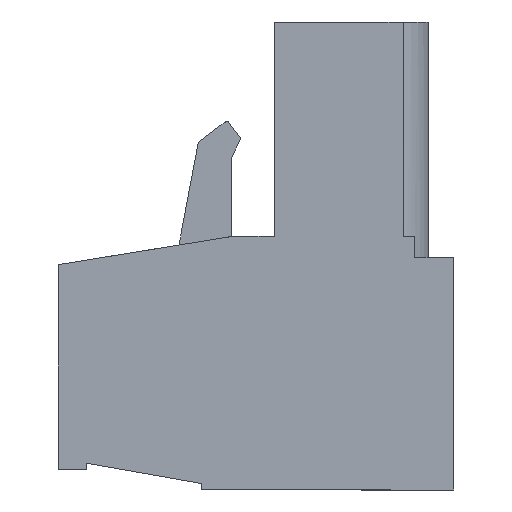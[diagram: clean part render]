
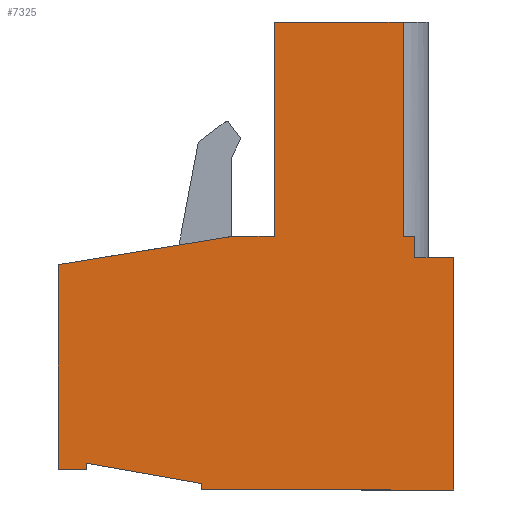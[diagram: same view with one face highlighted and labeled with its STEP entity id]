
A CAD part, left-side view. The second image highlights one B-rep face of the part: STEP entity #7325.
In plain terms, the highlighted planar face has unit normal (-1, 0, 0).
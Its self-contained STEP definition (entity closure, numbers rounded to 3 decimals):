
#8 = CARTESIAN_POINT ( 'NONE',  ( 0., 6.96, 0.85 ) ) ;
#118 = CARTESIAN_POINT ( 'NONE',  ( 0., 15.33, -0.26 ) ) ;
#346 = ORIENTED_EDGE ( 'NONE', *, *, #23986, .F. ) ;
#530 = LINE ( 'NONE', #25187, #16083 ) ;
#1056 = VECTOR ( 'NONE', #18943, 1000. ) ;
#1236 = EDGE_CURVE ( 'NONE', #24331, #12852, #15847, .T. ) ;
#1842 = CARTESIAN_POINT ( 'NONE',  ( 0., 9.77, -9. ) ) ;
#2144 = DIRECTION ( 'NONE',  ( 0., 0., -1. ) ) ;
#2376 = VECTOR ( 'NONE', #21587, 1000. ) ;
#2616 = CARTESIAN_POINT ( 'NONE',  ( 0., 9.77, -8.75 ) ) ;
#2659 = CARTESIAN_POINT ( 'NONE',  ( 0., 1.51, 0. ) ) ;
#2997 = LINE ( 'NONE', #25657, #2376 ) ;
#3004 = EDGE_CURVE ( 'NONE', #12852, #3591, #25327, .T. ) ;
#3048 = CARTESIAN_POINT ( 'NONE',  ( 0., 0., 0. ) ) ;
#3069 = EDGE_CURVE ( 'NONE', #24537, #4164, #7200, .T. ) ;
#3124 = EDGE_CURVE ( 'NONE', #25976, #15768, #16058, .T. ) ;
#3256 = LINE ( 'NONE', #25603, #8062 ) ;
#3267 = DIRECTION ( 'NONE',  ( 0., 1., 0. ) ) ;
#3573 = CARTESIAN_POINT ( 'NONE',  ( 0., 0., 0. ) ) ;
#3591 = VERTEX_POINT ( 'NONE', #24012 ) ;
#3596 = CARTESIAN_POINT ( 'NONE',  ( 0., 0., -9. ) ) ;
#3635 = ORIENTED_EDGE ( 'NONE', *, *, #1236, .F. ) ;
#3761 = DIRECTION ( 'NONE',  ( 0., -1., 0. ) ) ;
#3881 = DIRECTION ( 'NONE',  ( 0., 0., 1. ) ) ;
#3975 = VERTEX_POINT ( 'NONE', #15236 ) ;
#4164 = VERTEX_POINT ( 'NONE', #23977 ) ;
#4334 = ORIENTED_EDGE ( 'NONE', *, *, #4949, .F. ) ;
#4425 = EDGE_CURVE ( 'NONE', #10798, #3975, #9285, .T. ) ;
#4437 = EDGE_LOOP ( 'NONE', ( #10699, #19142, #20369, #4334, #19277, #14564, #16542, #5882, #346, #12878, #17263, #3635, #8485, #21888, #14521 ) ) ;
#4561 = DIRECTION ( 'NONE',  ( 0., 0., -1. ) ) ;
#4949 = EDGE_CURVE ( 'NONE', #24099, #8264, #12473, .T. ) ;
#5036 = VECTOR ( 'NONE', #26096, 1000. ) ;
#5242 = CARTESIAN_POINT ( 'NONE',  ( 0., 0., -9. ) ) ;
#5640 = CARTESIAN_POINT ( 'NONE',  ( 0., 1.96, 9.15 ) ) ;
#5882 = ORIENTED_EDGE ( 'NONE', *, *, #22667, .F. ) ;
#5955 = DIRECTION ( 'NONE',  ( 0., -1., 0. ) ) ;
#6266 = DIRECTION ( 'NONE',  ( 0., -0.987, 0.16 ) ) ;
#6324 = CARTESIAN_POINT ( 'NONE',  ( 0., 0., 0. ) ) ;
#6471 = LINE ( 'NONE', #2659, #1056 ) ;
#7023 = CARTESIAN_POINT ( 'NONE',  ( 0., 1.96, 0.85 ) ) ;
#7104 = VECTOR ( 'NONE', #13588, 1000. ) ;
#7200 = LINE ( 'NONE', #8, #22783 ) ;
#7325 = ADVANCED_FACE ( 'NONE', ( #16778 ), #17801, .F. ) ;
#7360 = DIRECTION ( 'NONE',  ( 0., 0., -1. ) ) ;
#7392 = CARTESIAN_POINT ( 'NONE',  ( 0., 1.96, 9.15 ) ) ;
#7394 = EDGE_CURVE ( 'NONE', #4164, #24099, #14880, .T. ) ;
#7449 = VERTEX_POINT ( 'NONE', #12102 ) ;
#7691 = DIRECTION ( 'NONE',  ( 0., 0., -1. ) ) ;
#8062 = VECTOR ( 'NONE', #15460, 1000. ) ;
#8108 = VECTOR ( 'NONE', #3881, 1000. ) ;
#8121 = VERTEX_POINT ( 'NONE', #14645 ) ;
#8264 = VERTEX_POINT ( 'NONE', #7023 ) ;
#8485 = ORIENTED_EDGE ( 'NONE', *, *, #23514, .F. ) ;
#8645 = CARTESIAN_POINT ( 'NONE',  ( 0., 1.51, 0.85 ) ) ;
#8662 = VECTOR ( 'NONE', #4561, 1000. ) ;
#9285 = LINE ( 'NONE', #8645, #8662 ) ;
#9932 = CARTESIAN_POINT ( 'NONE',  ( 0., 15.33, -0.26 ) ) ;
#10699 = ORIENTED_EDGE ( 'NONE', *, *, #14956, .F. ) ;
#10798 = VERTEX_POINT ( 'NONE', #25014 ) ;
#10899 = DIRECTION ( 'NONE',  ( 0., 1., 0. ) ) ;
#12102 = CARTESIAN_POINT ( 'NONE',  ( 0., 15.33, -8.2 ) ) ;
#12177 = LINE ( 'NONE', #22244, #17588 ) ;
#12473 = LINE ( 'NONE', #7392, #7104 ) ;
#12852 = VERTEX_POINT ( 'NONE', #25914 ) ;
#12878 = ORIENTED_EDGE ( 'NONE', *, *, #13246, .F. ) ;
#13246 = EDGE_CURVE ( 'NONE', #3591, #7449, #530, .T. ) ;
#13538 = LINE ( 'NONE', #118, #23747 ) ;
#13559 = VERTEX_POINT ( 'NONE', #9932 ) ;
#13588 = DIRECTION ( 'NONE',  ( 0., 0., -1. ) ) ;
#13781 = CARTESIAN_POINT ( 'NONE',  ( 0., 6.96, 0.85 ) ) ;
#14521 = ORIENTED_EDGE ( 'NONE', *, *, #3124, .F. ) ;
#14564 = ORIENTED_EDGE ( 'NONE', *, *, #3069, .F. ) ;
#14645 = CARTESIAN_POINT ( 'NONE',  ( 0., 9.77, -9. ) ) ;
#14880 = LINE ( 'NONE', #26173, #20323 ) ;
#14956 = EDGE_CURVE ( 'NONE', #3975, #25976, #6471, .T. ) ;
#15032 = CARTESIAN_POINT ( 'NONE',  ( 0., 9.77, -8.75 ) ) ;
#15236 = CARTESIAN_POINT ( 'NONE',  ( 0., 1.51, 0. ) ) ;
#15460 = DIRECTION ( 'NONE',  ( 0., -1., 0. ) ) ;
#15768 = VERTEX_POINT ( 'NONE', #3596 ) ;
#15847 = LINE ( 'NONE', #2616, #5036 ) ;
#16058 = LINE ( 'NONE', #6324, #16691 ) ;
#16083 = VECTOR ( 'NONE', #10899, 1000. ) ;
#16239 = DIRECTION ( 'NONE',  ( 0., 0., 1. ) ) ;
#16542 = ORIENTED_EDGE ( 'NONE', *, *, #17004, .F. ) ;
#16628 = LINE ( 'NONE', #5242, #21449 ) ;
#16691 = VECTOR ( 'NONE', #2144, 1000. ) ;
#16778 = FACE_OUTER_BOUND ( 'NONE', #4437, .T. ) ;
#16816 = EDGE_CURVE ( 'NONE', #15768, #8121, #16628, .T. ) ;
#17004 = EDGE_CURVE ( 'NONE', #21878, #24537, #12177, .T. ) ;
#17263 = ORIENTED_EDGE ( 'NONE', *, *, #3004, .F. ) ;
#17452 = CARTESIAN_POINT ( 'NONE',  ( 0., 14.24, -7.96 ) ) ;
#17588 = VECTOR ( 'NONE', #5955, 1000. ) ;
#17801 = PLANE ( 'NONE',  #20275 ) ;
#18943 = DIRECTION ( 'NONE',  ( 0., -1., 0. ) ) ;
#19142 = ORIENTED_EDGE ( 'NONE', *, *, #4425, .F. ) ;
#19277 = ORIENTED_EDGE ( 'NONE', *, *, #7394, .F. ) ;
#19866 = DIRECTION ( 'NONE',  ( 1., 0., 0. ) ) ;
#20275 = AXIS2_PLACEMENT_3D ( 'NONE', #3573, #19866, #7691 ) ;
#20323 = VECTOR ( 'NONE', #3761, 1000. ) ;
#20369 = ORIENTED_EDGE ( 'NONE', *, *, #25012, .F. ) ;
#21449 = VECTOR ( 'NONE', #3267, 1000. ) ;
#21587 = DIRECTION ( 'NONE',  ( 0., 0., 1. ) ) ;
#21787 = CARTESIAN_POINT ( 'NONE',  ( 0., 8.49, 0.85 ) ) ;
#21878 = VERTEX_POINT ( 'NONE', #21787 ) ;
#21888 = ORIENTED_EDGE ( 'NONE', *, *, #16816, .F. ) ;
#22244 = CARTESIAN_POINT ( 'NONE',  ( 0., 8.49, 0.85 ) ) ;
#22667 = EDGE_CURVE ( 'NONE', #13559, #21878, #13538, .T. ) ;
#22783 = VECTOR ( 'NONE', #16239, 1000. ) ;
#23514 = EDGE_CURVE ( 'NONE', #8121, #24331, #24330, .T. ) ;
#23747 = VECTOR ( 'NONE', #6266, 1000. ) ;
#23977 = CARTESIAN_POINT ( 'NONE',  ( 0., 6.96, 9.15 ) ) ;
#23986 = EDGE_CURVE ( 'NONE', #7449, #13559, #2997, .T. ) ;
#24012 = CARTESIAN_POINT ( 'NONE',  ( 0., 14.24, -8.2 ) ) ;
#24099 = VERTEX_POINT ( 'NONE', #5640 ) ;
#24330 = LINE ( 'NONE', #1842, #8108 ) ;
#24331 = VERTEX_POINT ( 'NONE', #15032 ) ;
#24537 = VERTEX_POINT ( 'NONE', #13781 ) ;
#25012 = EDGE_CURVE ( 'NONE', #8264, #10798, #3256, .T. ) ;
#25014 = CARTESIAN_POINT ( 'NONE',  ( 0., 1.51, 0.85 ) ) ;
#25187 = CARTESIAN_POINT ( 'NONE',  ( 0., 14.24, -8.2 ) ) ;
#25327 = LINE ( 'NONE', #17452, #25958 ) ;
#25603 = CARTESIAN_POINT ( 'NONE',  ( 0., 1.96, 0.85 ) ) ;
#25657 = CARTESIAN_POINT ( 'NONE',  ( 0., 15.33, -8.2 ) ) ;
#25914 = CARTESIAN_POINT ( 'NONE',  ( 0., 14.24, -7.96 ) ) ;
#25958 = VECTOR ( 'NONE', #7360, 1000. ) ;
#25976 = VERTEX_POINT ( 'NONE', #3048 ) ;
#26096 = DIRECTION ( 'NONE',  ( 0., 0.985, 0.174 ) ) ;
#26173 = CARTESIAN_POINT ( 'NONE',  ( 0., 6.96, 9.15 ) ) ;
